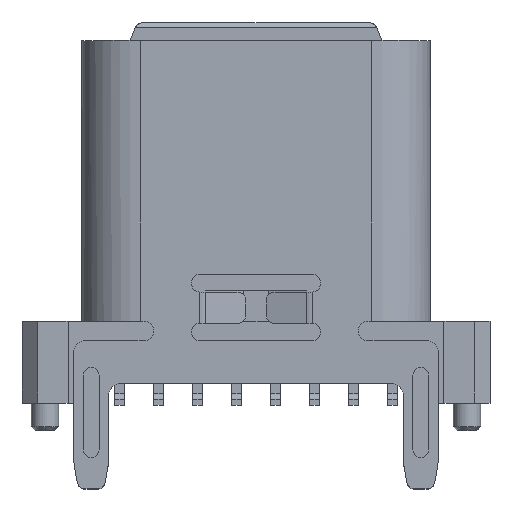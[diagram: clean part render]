
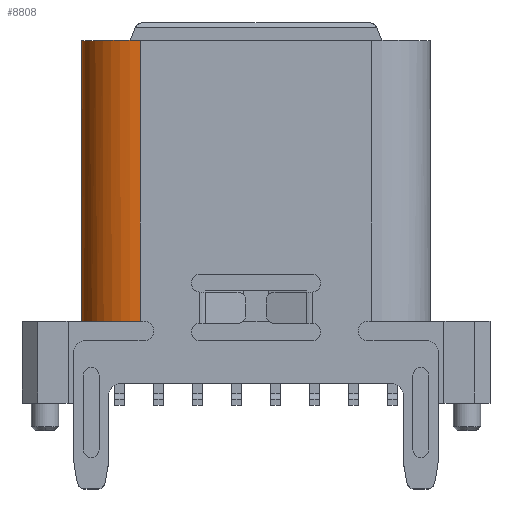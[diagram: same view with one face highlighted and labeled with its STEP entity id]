
A CAD part, top view. The second image highlights one B-rep face of the part: STEP entity #8808.
In plain terms, the highlighted cylindrical face has radius 1.5 mm (diameter 3 mm), a partial arc.
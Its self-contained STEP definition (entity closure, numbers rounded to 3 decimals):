
#364 = AXIS2_PLACEMENT_3D ( 'NONE', #14467, #10811, #10901 ) ;
#1267 = ORIENTED_EDGE ( 'NONE', *, *, #13668, .T. ) ;
#1431 = CIRCLE ( 'NONE', #11033, 1.5 ) ;
#2024 = VERTEX_POINT ( 'NONE', #6125 ) ;
#2715 = VERTEX_POINT ( 'NONE', #3330 ) ;
#3330 = CARTESIAN_POINT ( 'NONE',  ( 0.993, 7.555, -0.531 ) ) ;
#4001 = ORIENTED_EDGE ( 'NONE', *, *, #5960, .F. ) ;
#4181 = DIRECTION ( 'NONE',  ( 0., -1., 0. ) ) ;
#4230 = DIRECTION ( 'NONE',  ( 0., 0., -1. ) ) ;
#4712 = VERTEX_POINT ( 'NONE', #9236 ) ;
#4976 = DIRECTION ( 'NONE',  ( 0., -1., 0. ) ) ;
#5559 = VECTOR ( 'NONE', #4976, 1000. ) ;
#5960 = EDGE_CURVE ( 'NONE', #7951, #4712, #11706, .T. ) ;
#6125 = CARTESIAN_POINT ( 'NONE',  ( 2.493, 14.755, 0.969 ) ) ;
#6661 = DIRECTION ( 'NONE',  ( 0., 0., -1. ) ) ;
#7007 = EDGE_LOOP ( 'NONE', ( #13722, #14360, #4001, #16103, #1267 ) ) ;
#7134 = VERTEX_POINT ( 'NONE', #7723 ) ;
#7341 = EDGE_CURVE ( 'NONE', #7134, #2715, #15213, .T. ) ;
#7490 = AXIS2_PLACEMENT_3D ( 'NONE', #13123, #15862, #4230 ) ;
#7723 = CARTESIAN_POINT ( 'NONE',  ( 0.993, 14.755, -0.531 ) ) ;
#7951 = VERTEX_POINT ( 'NONE', #11942 ) ;
#8659 = EDGE_CURVE ( 'NONE', #2024, #7951, #14138, .T. ) ;
#8750 = CARTESIAN_POINT ( 'NONE',  ( 2.493, 22.555, 0.969 ) ) ;
#8792 = CARTESIAN_POINT ( 'NONE',  ( 0.993, 22.555, -0.531 ) ) ;
#8808 = ADVANCED_FACE ( 'NONE', ( #10298 ), #15755, .T. ) ;
#8978 = AXIS2_PLACEMENT_3D ( 'NONE', #11980, #4181, #6661 ) ;
#9236 = CARTESIAN_POINT ( 'NONE',  ( 1.554, 7.555, 0.639 ) ) ;
#9516 = EDGE_CURVE ( 'NONE', #4712, #2715, #12686, .T. ) ;
#10169 = DIRECTION ( 'NONE',  ( 0., -1., 0. ) ) ;
#10298 = FACE_OUTER_BOUND ( 'NONE', #7007, .T. ) ;
#10811 = DIRECTION ( 'NONE',  ( 0., -1., 0. ) ) ;
#10893 = CARTESIAN_POINT ( 'NONE',  ( 2.493, 14.755, -0.531 ) ) ;
#10901 = DIRECTION ( 'NONE',  ( 0., 0., -1. ) ) ;
#11033 = AXIS2_PLACEMENT_3D ( 'NONE', #10893, #13100, #12077 ) ;
#11489 = VECTOR ( 'NONE', #10169, 1000. ) ;
#11706 = CIRCLE ( 'NONE', #8978, 1.5 ) ;
#11942 = CARTESIAN_POINT ( 'NONE',  ( 2.493, 7.555, 0.969 ) ) ;
#11980 = CARTESIAN_POINT ( 'NONE',  ( 2.493, 7.555, -0.531 ) ) ;
#12077 = DIRECTION ( 'NONE',  ( 0., 0., -1. ) ) ;
#12686 = CIRCLE ( 'NONE', #7490, 1.5 ) ;
#13100 = DIRECTION ( 'NONE',  ( 0., -1., 0. ) ) ;
#13123 = CARTESIAN_POINT ( 'NONE',  ( 2.493, 7.555, -0.531 ) ) ;
#13668 = EDGE_CURVE ( 'NONE', #2024, #7134, #1431, .T. ) ;
#13722 = ORIENTED_EDGE ( 'NONE', *, *, #7341, .T. ) ;
#14138 = LINE ( 'NONE', #8750, #5559 ) ;
#14360 = ORIENTED_EDGE ( 'NONE', *, *, #9516, .F. ) ;
#14467 = CARTESIAN_POINT ( 'NONE',  ( 2.493, 22.555, -0.531 ) ) ;
#15213 = LINE ( 'NONE', #8792, #11489 ) ;
#15755 = CYLINDRICAL_SURFACE ( 'NONE', #364, 1.5 ) ;
#15862 = DIRECTION ( 'NONE',  ( 0., -1., 0. ) ) ;
#16103 = ORIENTED_EDGE ( 'NONE', *, *, #8659, .F. ) ;
